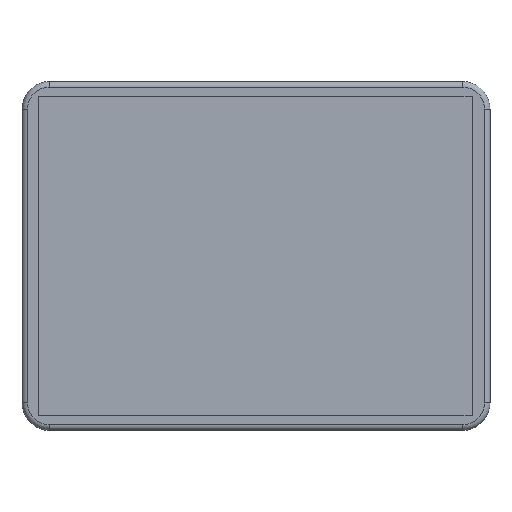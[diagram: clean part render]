
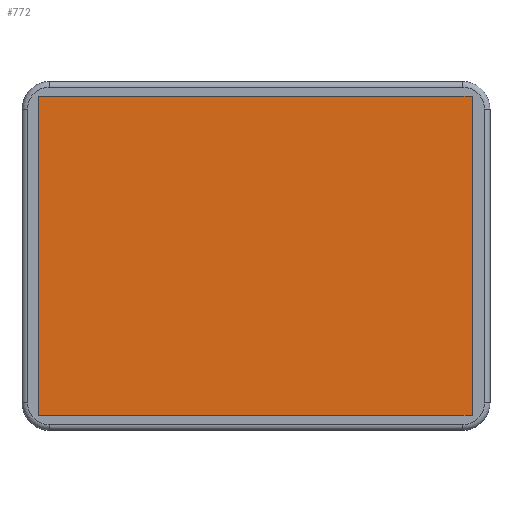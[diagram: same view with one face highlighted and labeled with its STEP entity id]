
A CAD part, top view. The second image highlights one B-rep face of the part: STEP entity #772.
In plain terms, the highlighted planar face has unit normal (0, 0, 1).
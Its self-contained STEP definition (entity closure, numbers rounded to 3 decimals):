
#57=PLANE('',#884);
#104=FACE_OUTER_BOUND('',#159,.T.);
#159=EDGE_LOOP('',(#692,#693,#694,#695));
#185=LINE('',#1211,#242);
#188=LINE('',#1216,#245);
#218=LINE('',#1359,#275);
#219=LINE('',#1361,#276);
#242=VECTOR('',#950,10.);
#245=VECTOR('',#955,10.);
#275=VECTOR('',#1135,10.);
#276=VECTOR('',#1138,10.);
#347=VERTEX_POINT('',#1208);
#348=VERTEX_POINT('',#1210);
#349=VERTEX_POINT('',#1214);
#387=VERTEX_POINT('',#1357);
#417=EDGE_CURVE('',#347,#348,#185,.T.);
#420=EDGE_CURVE('',#349,#347,#188,.T.);
#491=EDGE_CURVE('',#387,#349,#218,.T.);
#492=EDGE_CURVE('',#348,#387,#219,.T.);
#692=ORIENTED_EDGE('',*,*,#420,.F.);
#693=ORIENTED_EDGE('',*,*,#491,.F.);
#694=ORIENTED_EDGE('',*,*,#492,.F.);
#695=ORIENTED_EDGE('',*,*,#417,.F.);
#772=ADVANCED_FACE('',(#104),#57,.T.);
#884=AXIS2_PLACEMENT_3D('',#1360,#1136,#1137);
#950=DIRECTION('',(0.,-1.,0.));
#955=DIRECTION('',(1.,0.,0.));
#1135=DIRECTION('',(0.,1.,0.));
#1136=DIRECTION('center_axis',(0.,0.,1.));
#1137=DIRECTION('ref_axis',(1.,0.,0.));
#1138=DIRECTION('',(-1.,0.,0.));
#1208=CARTESIAN_POINT('',(17.04,17.396,-9.2));
#1210=CARTESIAN_POINT('',(17.04,-17.367,-9.2));
#1211=CARTESIAN_POINT('',(17.04,-8.676,-9.2));
#1214=CARTESIAN_POINT('',(-30.245,17.396,-9.2));
#1216=CARTESIAN_POINT('',(5.219,17.396,-9.2));
#1357=CARTESIAN_POINT('',(-30.245,-17.367,-9.2));
#1359=CARTESIAN_POINT('',(-30.245,8.705,-9.2));
#1360=CARTESIAN_POINT('Origin',(-6.602,0.015,-9.2));
#1361=CARTESIAN_POINT('',(-18.424,-17.367,-9.2));
